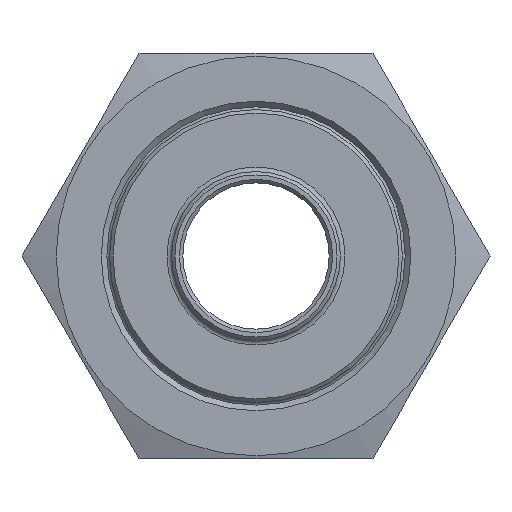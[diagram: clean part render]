
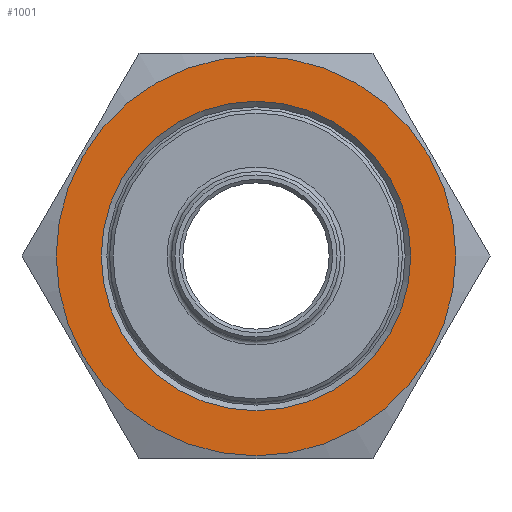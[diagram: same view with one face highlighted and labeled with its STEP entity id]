
A CAD part, left-side view. The second image highlights one B-rep face of the part: STEP entity #1001.
In plain terms, the highlighted planar face has unit normal (-1, 0, 0).
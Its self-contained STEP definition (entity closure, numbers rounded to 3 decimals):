
#53=FACE_BOUND('',#177,.T.);
#81=PLANE('',#1148);
#110=FACE_OUTER_BOUND('',#176,.T.);
#176=EDGE_LOOP('',(#724));
#177=EDGE_LOOP('',(#725));
#344=CIRCLE('',#1131,17.75);
#349=CIRCLE('',#1143,13.75);
#439=VERTEX_POINT('',#1696);
#445=VERTEX_POINT('',#1727);
#537=EDGE_CURVE('',#439,#439,#344,.T.);
#550=EDGE_CURVE('',#445,#445,#349,.T.);
#724=ORIENTED_EDGE('',*,*,#537,.T.);
#725=ORIENTED_EDGE('',*,*,#550,.F.);
#1001=ADVANCED_FACE('',(#110,#53),#81,.F.);
#1131=AXIS2_PLACEMENT_3D('',#1698,#1298,#1299);
#1143=AXIS2_PLACEMENT_3D('',#1728,#1328,#1329);
#1148=AXIS2_PLACEMENT_3D('',#1738,#1340,#1341);
#1298=DIRECTION('center_axis',(-1.,0.,0.));
#1299=DIRECTION('ref_axis',(0.,1.,0.));
#1328=DIRECTION('center_axis',(-1.,0.,0.));
#1329=DIRECTION('ref_axis',(0.,-1.,0.));
#1340=DIRECTION('center_axis',(1.,0.,0.));
#1341=DIRECTION('ref_axis',(0.,0.,-1.));
#1696=CARTESIAN_POINT('',(-7.75,-17.75,0.));
#1698=CARTESIAN_POINT('Origin',(-7.75,0.,0.));
#1727=CARTESIAN_POINT('',(-7.75,13.75,0.));
#1728=CARTESIAN_POINT('Origin',(-7.75,0.,0.));
#1738=CARTESIAN_POINT('Origin',(-7.75,0.,0.));
